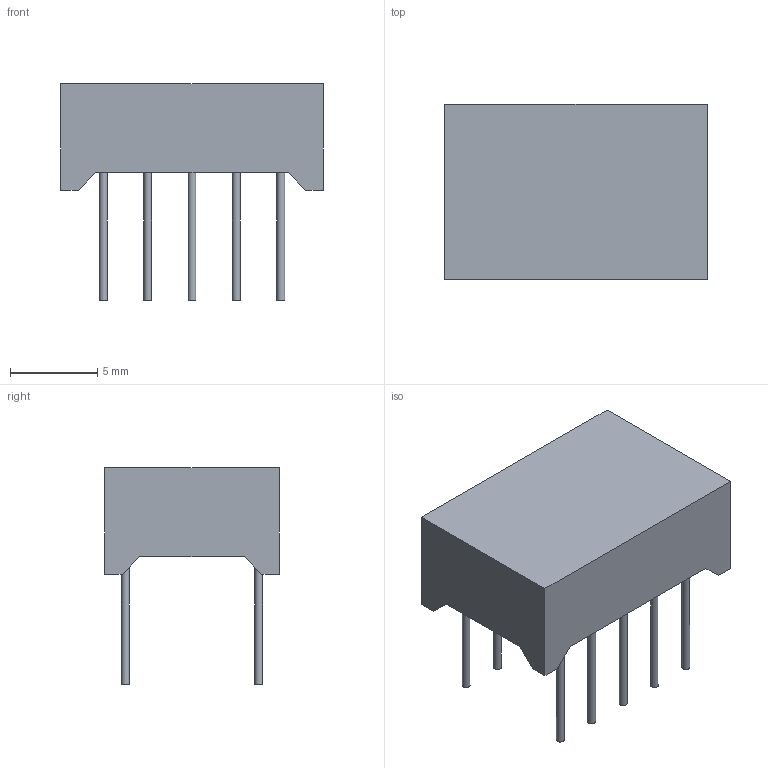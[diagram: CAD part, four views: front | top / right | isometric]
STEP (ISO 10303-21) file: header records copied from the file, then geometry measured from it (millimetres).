
FILE_DESCRIPTION(/* description */ (''),/* implementation_level */ '2;1');
FILE_NAME(/* name */ '2 digit 7 segment display.step',/* time_stamp */ '2022-01-18T10:51:49-08:00',/* author */ (''),/* organization */ (''),/* preprocessor_version */ 'ST-DEVELOPER v18.1',/* originating_system */ 'Autodesk Translation Framework v10.10.0.1391',/* authorisation */ '');
FILE_SCHEMA (('AUTOMOTIVE_DESIGN { 1 0 10303 214 3 1 1 }'));
Length unit declared in the file: millimetre
Products named in the file (1): 2 digit 7 segment display
Bounding box: 15.02 x 10 x 12.4 mm (x, y, z)
Volume: 787 mm3; surface area: 675.8 mm2
Topology: 1 solids, 1 shells, 38 faces, 78 edges, 52 vertices
Faces by surface type: plane 28, cylinder 10
Full cylindrical faces by diameter (mm): 0.45 x10
Entity records: 1069 total; most frequent: DIRECTION 176, CARTESIAN_POINT 169, ORIENTED_EDGE 156, EDGE_CURVE 78, AXIS2_PLACEMENT_3D 59, LINE 58, VECTOR 58, VERTEX_POINT 52
